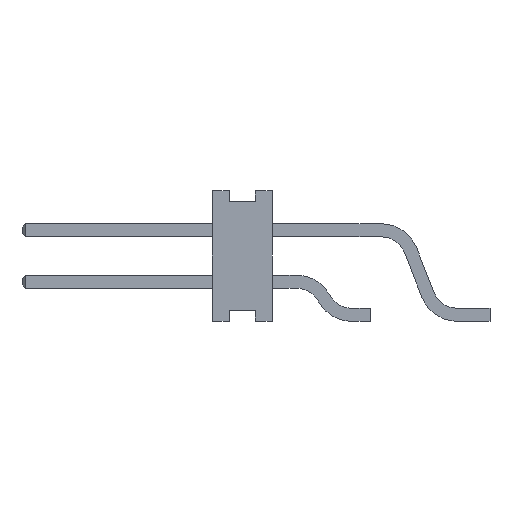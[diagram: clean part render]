
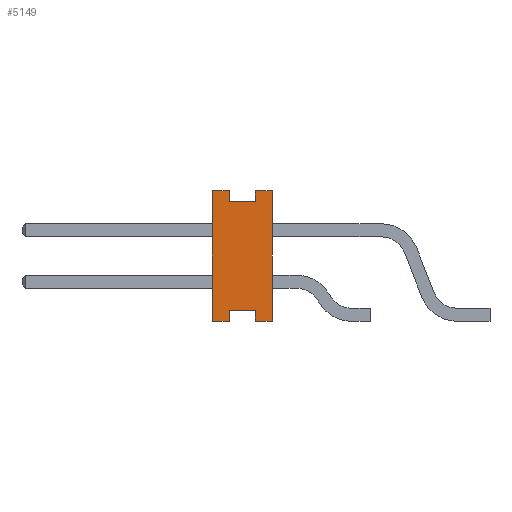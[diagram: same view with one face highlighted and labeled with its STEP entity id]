
A CAD part, front view. The second image highlights one B-rep face of the part: STEP entity #5149.
In plain terms, the highlighted planar face has unit normal (0, -1, 0).
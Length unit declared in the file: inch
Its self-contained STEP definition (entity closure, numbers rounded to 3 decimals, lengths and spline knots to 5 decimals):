
#136=DIRECTION('',(0.,0.,1.));
#137=VECTOR('',#136,0.12);
#138=CARTESIAN_POINT('',(0.055,-0.07875,0.));
#139=LINE('',#138,#137);
#180=DIRECTION('',(-1.,0.,0.));
#181=VECTOR('',#180,0.0155);
#182=CARTESIAN_POINT('',(0.055,-0.07875,0.12));
#183=LINE('',#182,#181);
#188=DIRECTION('',(-1.,0.,0.));
#189=VECTOR('',#188,0.0155);
#190=CARTESIAN_POINT('',(0.055,-0.07875,0.));
#191=LINE('',#190,#189);
#192=DIRECTION('',(-1.,0.,0.));
#193=VECTOR('',#192,0.0155);
#194=CARTESIAN_POINT('',(0.0155,-0.07875,0.));
#195=LINE('',#194,#193);
#196=DIRECTION('',(1.,0.,0.));
#197=VECTOR('',#196,0.0155);
#198=CARTESIAN_POINT('',(0.,-0.07875,0.12));
#199=LINE('',#198,#197);
#200=DIRECTION('',(1.,0.,0.));
#201=VECTOR('',#200,0.024);
#202=CARTESIAN_POINT('',(0.0155,-0.07875,0.11));
#203=LINE('',#202,#201);
#204=DIRECTION('',(0.,0.,-1.));
#205=VECTOR('',#204,0.01);
#206=CARTESIAN_POINT('',(0.0395,-0.07875,0.12));
#207=LINE('',#206,#205);
#300=DIRECTION('',(0.,0.,1.));
#301=VECTOR('',#300,0.01);
#302=CARTESIAN_POINT('',(0.0155,-0.07875,0.11));
#303=LINE('',#302,#301);
#416=DIRECTION('',(0.,0.,1.));
#417=VECTOR('',#416,0.12);
#418=CARTESIAN_POINT('',(0.,-0.07875,0.));
#419=LINE('',#418,#417);
#696=DIRECTION('',(0.,0.,1.));
#697=VECTOR('',#696,0.01);
#698=CARTESIAN_POINT('',(0.0155,-0.07875,0.));
#699=LINE('',#698,#697);
#780=DIRECTION('',(1.,0.,0.));
#781=VECTOR('',#780,0.024);
#782=CARTESIAN_POINT('',(0.0155,-0.07875,0.01));
#783=LINE('',#782,#781);
#784=DIRECTION('',(0.,0.,-1.));
#785=VECTOR('',#784,0.01);
#786=CARTESIAN_POINT('',(0.0395,-0.07875,0.01));
#787=LINE('',#786,#785);
#4408=CARTESIAN_POINT('',(0.0395,-0.07875,0.11));
#4410=VERTEX_POINT('',#4408);
#4414=CARTESIAN_POINT('',(0.0155,-0.07875,0.11));
#4415=VERTEX_POINT('',#4414);
#4636=CARTESIAN_POINT('',(0.,-0.07875,0.12));
#4637=CARTESIAN_POINT('',(0.0155,-0.07875,0.12));
#4638=VERTEX_POINT('',#4636);
#4639=VERTEX_POINT('',#4637);
#4644=CARTESIAN_POINT('',(0.055,-0.07875,0.));
#4645=CARTESIAN_POINT('',(0.0395,-0.07875,0.));
#4646=VERTEX_POINT('',#4644);
#4647=VERTEX_POINT('',#4645);
#4664=CARTESIAN_POINT('',(0.0155,-0.07875,0.));
#4665=CARTESIAN_POINT('',(0.,-0.07875,0.));
#4666=VERTEX_POINT('',#4664);
#4667=VERTEX_POINT('',#4665);
#4672=CARTESIAN_POINT('',(0.0395,-0.07875,0.12));
#4673=VERTEX_POINT('',#4672);
#4674=CARTESIAN_POINT('',(0.0155,-0.07875,0.01));
#4675=VERTEX_POINT('',#4674);
#4676=CARTESIAN_POINT('',(0.0395,-0.07875,0.01));
#4677=VERTEX_POINT('',#4676);
#4678=CARTESIAN_POINT('',(0.055,-0.07875,0.12));
#4679=VERTEX_POINT('',#4678);
#5120=CARTESIAN_POINT('',(0.0275,-0.07875,0.06));
#5121=DIRECTION('',(0.,-1.,0.));
#5122=DIRECTION('',(0.,0.,-1.));
#5123=AXIS2_PLACEMENT_3D('',#5120,#5121,#5122);
#5124=PLANE('',#5123);
#5126=ORIENTED_EDGE('',*,*,#5125,.F.);
#5127=ORIENTED_EDGE('',*,*,#5104,.F.);
#5128=ORIENTED_EDGE('',*,*,#4871,.F.);
#5130=ORIENTED_EDGE('',*,*,#5129,.T.);
#5132=ORIENTED_EDGE('',*,*,#5131,.F.);
#5134=ORIENTED_EDGE('',*,*,#5133,.F.);
#5136=ORIENTED_EDGE('',*,*,#5135,.F.);
#5138=ORIENTED_EDGE('',*,*,#5137,.T.);
#5140=ORIENTED_EDGE('',*,*,#5139,.T.);
#5142=ORIENTED_EDGE('',*,*,#5141,.T.);
#5144=ORIENTED_EDGE('',*,*,#5143,.F.);
#5146=ORIENTED_EDGE('',*,*,#5145,.T.);
#5147=EDGE_LOOP('',(#5126,#5127,#5128,#5130,#5132,#5134,#5136,#5138,#5140,#5142,
#5144,#5146));
#5148=FACE_OUTER_BOUND('',#5147,.F.);
#5149=ADVANCED_FACE('',(#5148),#5124,.T.);
#4871=EDGE_CURVE('',#4646,#4679,#139,.T.);
#5104=EDGE_CURVE('',#4679,#4673,#183,.T.);
#5125=EDGE_CURVE('',#4673,#4410,#207,.T.);
#5129=EDGE_CURVE('',#4646,#4647,#191,.T.);
#5131=EDGE_CURVE('',#4677,#4647,#787,.T.);
#5133=EDGE_CURVE('',#4675,#4677,#783,.T.);
#5135=EDGE_CURVE('',#4666,#4675,#699,.T.);
#5137=EDGE_CURVE('',#4666,#4667,#195,.T.);
#5139=EDGE_CURVE('',#4667,#4638,#419,.T.);
#5141=EDGE_CURVE('',#4638,#4639,#199,.T.);
#5143=EDGE_CURVE('',#4415,#4639,#303,.T.);
#5145=EDGE_CURVE('',#4415,#4410,#203,.T.);
